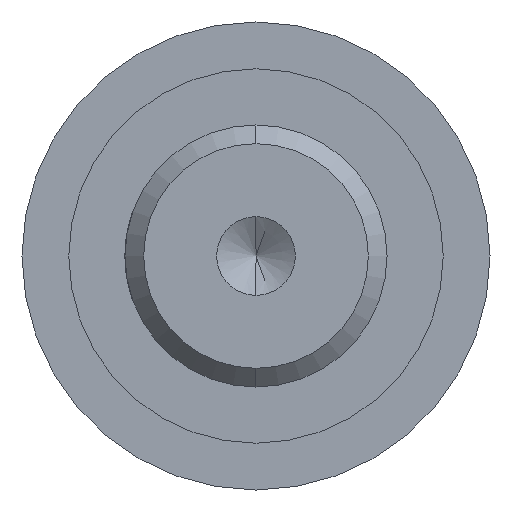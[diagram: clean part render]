
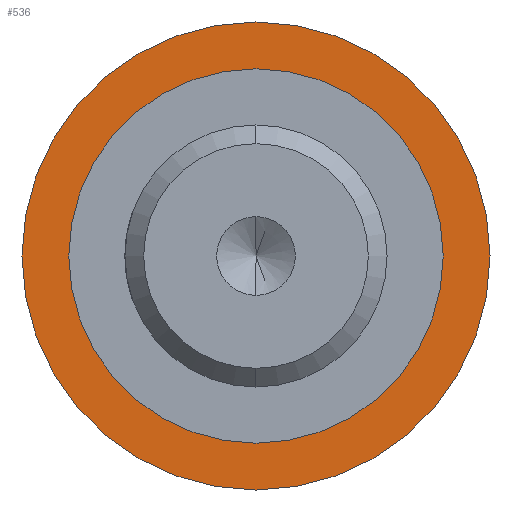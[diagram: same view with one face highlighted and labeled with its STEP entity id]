
A CAD part, left-side view. The second image highlights one B-rep face of the part: STEP entity #536.
In plain terms, the highlighted planar face has unit normal (-1, 0, 0).
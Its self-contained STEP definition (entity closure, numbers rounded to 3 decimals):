
#43 = PLANE ( 'NONE',  #382 ) ;
#44 = CARTESIAN_POINT ( 'NONE',  ( 76., 12.5, 0. ) ) ;
#45 = DIRECTION ( 'NONE',  ( -1., 0., 0. ) ) ;
#46 = DIRECTION ( 'NONE',  ( 0., 0., 1. ) ) ;
#150 = CARTESIAN_POINT ( 'NONE',  ( 76., 0., 0. ) ) ;
#151 = DIRECTION ( 'NONE',  ( 1., 0., 0. ) ) ;
#152 = DIRECTION ( 'NONE',  ( 0., 0., -1. ) ) ;
#157 = CARTESIAN_POINT ( 'NONE',  ( 76., 0., 0. ) ) ;
#158 = DIRECTION ( 'NONE',  ( 1., 0., 0. ) ) ;
#159 = DIRECTION ( 'NONE',  ( 0., 0., -1. ) ) ;
#235 = CARTESIAN_POINT ( 'NONE',  ( 76., 0., 10. ) ) ;
#236 = CARTESIAN_POINT ( 'NONE',  ( 76., 0., 12.5 ) ) ;
#252 = CARTESIAN_POINT ( 'NONE',  ( 76., 0., -12.5 ) ) ;
#253 = CARTESIAN_POINT ( 'NONE',  ( 76., 0., -10. ) ) ;
#294 = AXIS2_PLACEMENT_3D ( 'NONE', #150, #151, #152 ) ;
#296 = CIRCLE ( 'NONE', #298, 12.5 ) ;
#298 = AXIS2_PLACEMENT_3D ( 'NONE', #157, #158, #159 ) ;
#324 = CIRCLE ( 'NONE', #294, 10. ) ;
#382 = AXIS2_PLACEMENT_3D ( 'NONE', #44, #45, #46 ) ;
#392 = CIRCLE ( 'NONE', #394, 10. ) ;
#394 = AXIS2_PLACEMENT_3D ( 'NONE', #686, #671, #662 ) ;
#408 = AXIS2_PLACEMENT_3D ( 'NONE', #650, #684, #632 ) ;
#411 = CIRCLE ( 'NONE', #408, 12.5 ) ;
#517 = EDGE_CURVE ( 'NONE', #716, #746, #411, .T. ) ;
#520 = EDGE_CURVE ( 'NONE', #713, #747, #392, .T. ) ;
#536 = ADVANCED_FACE ( 'NONE', ( #953, #954 ), #43, .T. ) ;
#563 = EDGE_CURVE ( 'NONE', #747, #713, #324, .T. ) ;
#566 = EDGE_CURVE ( 'NONE', #746, #716, #296, .T. ) ;
#632 = DIRECTION ( 'NONE',  ( 0., 0., -1. ) ) ;
#650 = CARTESIAN_POINT ( 'NONE',  ( 76., 0., 0. ) ) ;
#662 = DIRECTION ( 'NONE',  ( 0., 0., -1. ) ) ;
#671 = DIRECTION ( 'NONE',  ( 1., 0., 0. ) ) ;
#684 = DIRECTION ( 'NONE',  ( 1., 0., 0. ) ) ;
#686 = CARTESIAN_POINT ( 'NONE',  ( 76., 0., 0. ) ) ;
#713 = VERTEX_POINT ( 'NONE', #235 ) ;
#716 = VERTEX_POINT ( 'NONE', #236 ) ;
#746 = VERTEX_POINT ( 'NONE', #252 ) ;
#747 = VERTEX_POINT ( 'NONE', #253 ) ;
#816 = EDGE_LOOP ( 'NONE', ( #841, #840 ) ) ;
#819 = EDGE_LOOP ( 'NONE', ( #853, #854 ) ) ;
#840 = ORIENTED_EDGE ( 'NONE', *, *, #520, .T. ) ;
#841 = ORIENTED_EDGE ( 'NONE', *, *, #563, .T. ) ;
#853 = ORIENTED_EDGE ( 'NONE', *, *, #566, .F. ) ;
#854 = ORIENTED_EDGE ( 'NONE', *, *, #517, .F. ) ;
#953 = FACE_BOUND ( 'NONE', #816, .T. ) ;
#954 = FACE_OUTER_BOUND ( 'NONE', #819, .T. ) ;
